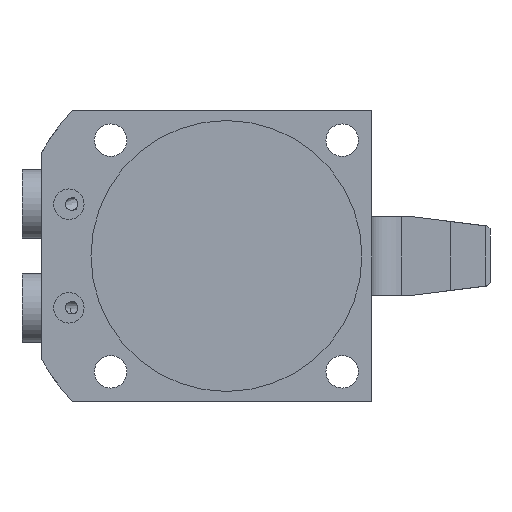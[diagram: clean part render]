
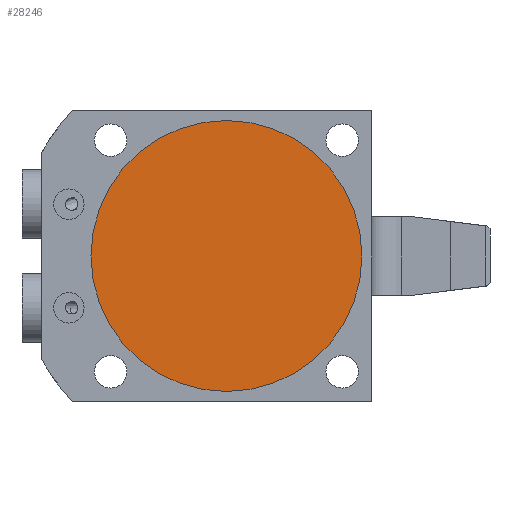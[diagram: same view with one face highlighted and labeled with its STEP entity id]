
A CAD part, front view. The second image highlights one B-rep face of the part: STEP entity #28246.
In plain terms, the highlighted planar face has unit normal (0, -1, 0).
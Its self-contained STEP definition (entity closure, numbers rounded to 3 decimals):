
#27 = ORIENTED_EDGE ( 'NONE', *, *, #816, .T. ) ;
#498 = AXIS2_PLACEMENT_3D ( 'NONE', #28224, #4436, #21128 ) ;
#816 = EDGE_CURVE ( 'NONE', #27633, #5746, #21751, .T. ) ;
#1925 = PLANE ( 'NONE',  #498 ) ;
#1956 = DIRECTION ( 'NONE',  ( 0., 0., -1. ) ) ;
#2136 = DIRECTION ( 'NONE',  ( 0., -1., 0. ) ) ;
#4436 = DIRECTION ( 'NONE',  ( 0., -1., 0. ) ) ;
#4740 = AXIS2_PLACEMENT_3D ( 'NONE', #30544, #16243, #1956 ) ;
#5746 = VERTEX_POINT ( 'NONE', #16133 ) ;
#7958 = FACE_OUTER_BOUND ( 'NONE', #18013, .T. ) ;
#9482 = AXIS2_PLACEMENT_3D ( 'NONE', #16419, #2136, #18827 ) ;
#9691 = ORIENTED_EDGE ( 'NONE', *, *, #20106, .T. ) ;
#15190 = CIRCLE ( 'NONE', #9482, 27.5 ) ;
#16133 = CARTESIAN_POINT ( 'NONE',  ( 7747.541, 2340.823, 27.5 ) ) ;
#16243 = DIRECTION ( 'NONE',  ( 0., -1., 0. ) ) ;
#16419 = CARTESIAN_POINT ( 'NONE',  ( 7747.541, 2340.823, 0. ) ) ;
#18013 = EDGE_LOOP ( 'NONE', ( #27, #9691 ) ) ;
#18827 = DIRECTION ( 'NONE',  ( 0., 0., -1. ) ) ;
#20106 = EDGE_CURVE ( 'NONE', #5746, #27633, #15190, .T. ) ;
#21128 = DIRECTION ( 'NONE',  ( 0., 0., -1. ) ) ;
#21751 = CIRCLE ( 'NONE', #4740, 27.5 ) ;
#24357 = CARTESIAN_POINT ( 'NONE',  ( 7747.541, 2340.823, -27.5 ) ) ;
#27633 = VERTEX_POINT ( 'NONE', #24357 ) ;
#28224 = CARTESIAN_POINT ( 'NONE',  ( 7747.541, 2340.823, 0. ) ) ;
#28246 = ADVANCED_FACE ( 'NONE', ( #7958 ), #1925, .T. ) ;
#30544 = CARTESIAN_POINT ( 'NONE',  ( 7747.541, 2340.823, 0. ) ) ;
